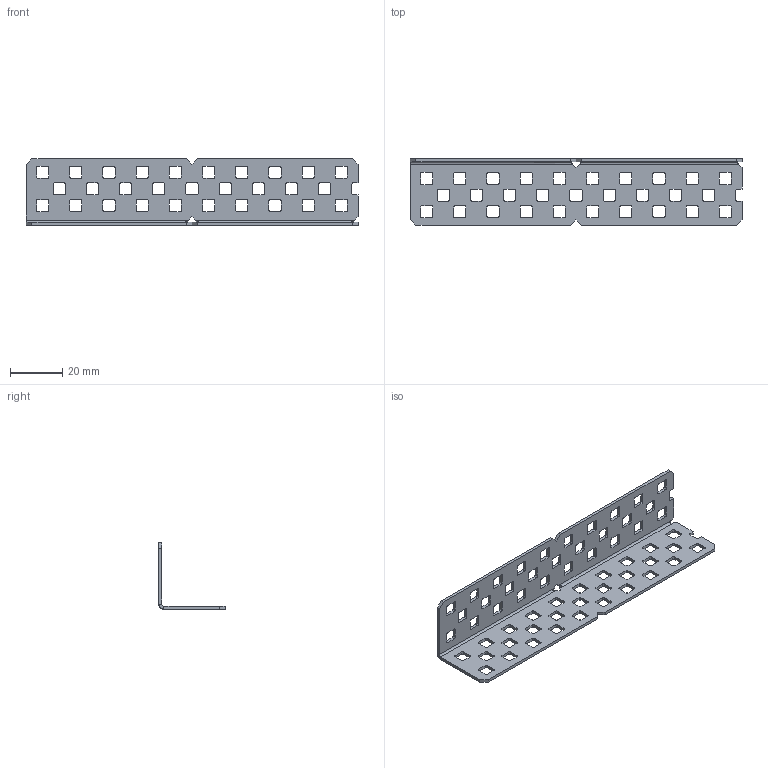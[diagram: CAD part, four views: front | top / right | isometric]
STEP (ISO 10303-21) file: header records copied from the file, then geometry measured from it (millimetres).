
FILE_DESCRIPTION(/* description */ (''),/* implementation_level */ '2;1');
FILE_NAME(/* name */ 'Angle 2x2x10.ipt.step',/* time_stamp */ '2020-04-16T22:57:54-04:00',/* author */ ('Jordan'),/* organization */ (''),/* preprocessor_version */ 'ST-DEVELOPER v17',/* originating_system */ 'Autodesk Inventor 2019',/* authorisation */ '');
FILE_SCHEMA (('AUTOMOTIVE_DESIGN { 1 0 10303 214 3 1 1 }'));
Length unit declared in the file: inch
Products named in the file (1): Angle 2x2x10
Bounding box: 127 x 25.4 x 25.4 mm (x, y, z)
Volume: 5778.1 mm3; surface area: 11521.5 mm2
Topology: 1 solids, 1 shells, 513 faces, 1594 edges, 1088 vertices
Faces by surface type: plane 267, cylinder 240, bspline 6
Entity records: 18134 total; most frequent: CARTESIAN_POINT 3384, DIRECTION 3123, ORIENTED_EDGE 3058, EDGE_CURVE 1529, LINE 1043, VECTOR 1043, AXIS2_PLACEMENT_3D 1040, VERTEX_POINT 1016
